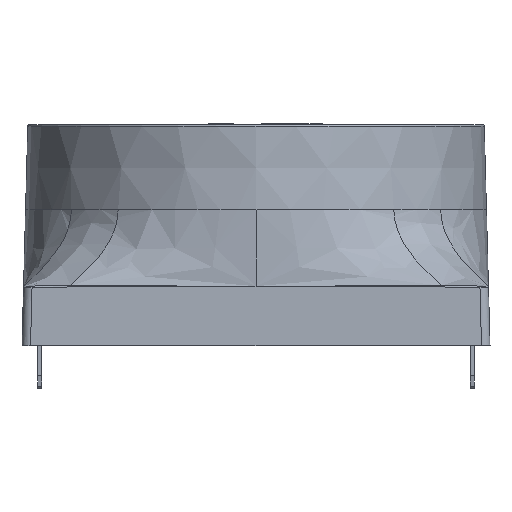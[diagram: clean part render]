
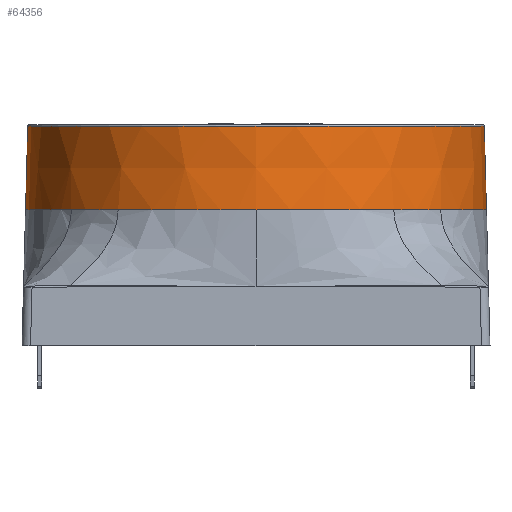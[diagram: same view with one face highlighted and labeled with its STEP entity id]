
A CAD part, front view. The second image highlights one B-rep face of the part: STEP entity #64356.
In plain terms, the highlighted conical face has half-angle 1.5 degrees and reference radius 27.317 mm.
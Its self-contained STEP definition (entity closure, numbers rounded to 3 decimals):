
#911 = CARTESIAN_POINT ( 'NONE',  ( -17.248, -20.92, 1.001 ) ) ;
#3795 = CARTESIAN_POINT ( 'NONE',  ( -13.881, -23.432, 1. ) ) ;
#5845 = VERTEX_POINT ( 'NONE', #70858 ) ;
#6940 = CARTESIAN_POINT ( 'NONE',  ( -27.081, -2.894, 1. ) ) ;
#7285 = CARTESIAN_POINT ( 'NONE',  ( -23.432, -13.881, 1. ) ) ;
#7845 = VECTOR ( 'NONE', #96436, 1000. ) ;
#8618 = CARTESIAN_POINT ( 'NONE',  ( -21.701, -16.201, 1. ) ) ;
#9494 = CARTESIAN_POINT ( 'NONE',  ( 23.947, -12.872, 1. ) ) ;
#10816 = CONICAL_SURFACE ( 'NONE', #79601, 27.317, 0.026 ) ;
#13307 = ORIENTED_EDGE ( 'NONE', *, *, #23882, .T. ) ;
#13968 = VERTEX_POINT ( 'NONE', #44288 ) ;
#14351 = CARTESIAN_POINT ( 'NONE',  ( 16.201, -21.701, 1. ) ) ;
#17037 = CARTESIAN_POINT ( 'NONE',  ( -20.067, -18.231, 1. ) ) ;
#17776 = EDGE_CURVE ( 'NONE', #84285, #93989, #78801, .T. ) ;
#18028 = ORIENTED_EDGE ( 'NONE', *, *, #60001, .T. ) ;
#18193 = CARTESIAN_POINT ( 'NONE',  ( 27.317, 0., -8. ) ) ;
#18316 = VERTEX_POINT ( 'NONE', #92863 ) ;
#22117 = CARTESIAN_POINT ( 'NONE',  ( 4.545, -26.826, 1. ) ) ;
#23099 = ORIENTED_EDGE ( 'NONE', *, *, #66672, .F. ) ;
#23882 = EDGE_CURVE ( 'NONE', #85550, #46305, #66633, .T. ) ;
#27138 = LINE ( 'NONE', #18193, #7845 ) ;
#27845 = CARTESIAN_POINT ( 'NONE',  ( 16.201, -21.701, 1. ) ) ;
#28576 = DIRECTION ( 'NONE',  ( 1., 0., 0. ) ) ;
#30487 = CARTESIAN_POINT ( 'NONE',  ( 0., -27.081, 1. ) ) ;
#32699 = CARTESIAN_POINT ( 'NONE',  ( 26.824, 0., 10.805 ) ) ;
#34319 = DIRECTION ( 'NONE',  ( 0., 0., -1. ) ) ;
#34589 = B_SPLINE_CURVE_WITH_KNOTS ( 'NONE', 3,
 ( #74030, #3795, #34710, #57225, #58210, #49849 ),
 .UNSPECIFIED., .F., .F.,
 ( 4, 2, 4 ),
 ( 0., 0.5, 1. ),
 .UNSPECIFIED. ) ;
#34710 = CARTESIAN_POINT ( 'NONE',  ( -11.282, -24.788, 1. ) ) ;
#34714 = ORIENTED_EDGE ( 'NONE', *, *, #17776, .F. ) ;
#37251 = CARTESIAN_POINT ( 'NONE',  ( 1.515, -27.081, 1. ) ) ;
#37858 = CARTESIAN_POINT ( 'NONE',  ( 18.286, -20.144, 1. ) ) ;
#38496 = CARTESIAN_POINT ( 'NONE',  ( -26.613, -5.788, 1. ) ) ;
#39036 = VERTEX_POINT ( 'NONE', #32699 ) ;
#39081 = EDGE_CURVE ( 'NONE', #18316, #46305, #76560, .T. ) ;
#40516 = CARTESIAN_POINT ( 'NONE',  ( -16.201, -21.701, 1. ) ) ;
#40754 = CARTESIAN_POINT ( 'NONE',  ( 22.453, -15.193, 1. ) ) ;
#41296 = AXIS2_PLACEMENT_3D ( 'NONE', #64563, #41717, #71328 ) ;
#41717 = DIRECTION ( 'NONE',  ( 0., 0., -1. ) ) ;
#41956 = ORIENTED_EDGE ( 'NONE', *, *, #86791, .F. ) ;
#44288 = CARTESIAN_POINT ( 'NONE',  ( -27.081, 0., 1. ) ) ;
#44933 = CARTESIAN_POINT ( 'NONE',  ( 16.201, -21.701, 1. ) ) ;
#45319 = CARTESIAN_POINT ( 'NONE',  ( 12.872, -23.947, 1. ) ) ;
#45600 = CARTESIAN_POINT ( 'NONE',  ( -24.788, -11.282, 1. ) ) ;
#46305 = VERTEX_POINT ( 'NONE', #52028 ) ;
#46955 = CARTESIAN_POINT ( 'NONE',  ( -20.92, -17.248, 1.001 ) ) ;
#47370 = B_SPLINE_CURVE_WITH_KNOTS ( 'NONE', 3,
 ( #27845, #81658, #45319, #83981, #22117, #37251, #30487 ),
 .UNSPECIFIED., .F., .F.,
 ( 4, 1, 1, 1, 4 ),
 ( 0.595, 0.684, 0.79, 0.895, 1. ),
 .UNSPECIFIED. ) ;
#49849 = CARTESIAN_POINT ( 'NONE',  ( 0., -27.081, 1. ) ) ;
#51034 = VECTOR ( 'NONE', #97808, 1000. ) ;
#51712 = EDGE_CURVE ( 'NONE', #84285, #71201, #34589, .T. ) ;
#52028 = CARTESIAN_POINT ( 'NONE',  ( 21.701, -16.201, 1. ) ) ;
#52491 = CARTESIAN_POINT ( 'NONE',  ( 0., 0., -8. ) ) ;
#55580 = CARTESIAN_POINT ( 'NONE',  ( 25.693, -8.951, 1. ) ) ;
#55902 = CARTESIAN_POINT ( 'NONE',  ( 27.081, -1.515, 1. ) ) ;
#56898 = CARTESIAN_POINT ( 'NONE',  ( 26.826, -4.545, 1. ) ) ;
#57225 = CARTESIAN_POINT ( 'NONE',  ( -5.788, -26.613, 1. ) ) ;
#58210 = CARTESIAN_POINT ( 'NONE',  ( -2.894, -27.081, 1. ) ) ;
#59711 = CARTESIAN_POINT ( 'NONE',  ( 21.701, -16.201, 1. ) ) ;
#60001 = EDGE_CURVE ( 'NONE', #13968, #93989, #90015, .T. ) ;
#60350 = CARTESIAN_POINT ( 'NONE',  ( -27.081, 0., 1. ) ) ;
#61294 = ORIENTED_EDGE ( 'NONE', *, *, #51712, .T. ) ;
#64063 = CARTESIAN_POINT ( 'NONE',  ( -16.201, -21.701, 1. ) ) ;
#64356 = ADVANCED_FACE ( 'NONE', ( #94996 ), #10816, .T. ) ;
#64563 = CARTESIAN_POINT ( 'NONE',  ( 0., 0., 10.805 ) ) ;
#66633 = B_SPLINE_CURVE_WITH_KNOTS ( 'NONE', 3,
 ( #44933, #37858, #67815, #59711 ),
 .UNSPECIFIED., .F., .F.,
 ( 4, 4 ),
 ( 0., 1. ),
 .UNSPECIFIED. ) ;
#66672 = EDGE_CURVE ( 'NONE', #39036, #18316, #27138, .T. ) ;
#67815 = CARTESIAN_POINT ( 'NONE',  ( 20.144, -18.286, 1. ) ) ;
#68384 = CARTESIAN_POINT ( 'NONE',  ( -21.701, -16.201, 1. ) ) ;
#69142 = EDGE_CURVE ( 'NONE', #39036, #5845, #76044, .T. ) ;
#70858 = CARTESIAN_POINT ( 'NONE',  ( -26.824, 0., 10.805 ) ) ;
#71201 = VERTEX_POINT ( 'NONE', #93955 ) ;
#71328 = DIRECTION ( 'NONE',  ( -1., 0., 0. ) ) ;
#73303 = EDGE_CURVE ( 'NONE', #5845, #13968, #99096, .T. ) ;
#74030 = CARTESIAN_POINT ( 'NONE',  ( -16.201, -21.701, 1. ) ) ;
#75328 = CARTESIAN_POINT ( 'NONE',  ( -27.317, 0., -8. ) ) ;
#76044 = CIRCLE ( 'NONE', #41296, 26.824 ) ;
#76560 = B_SPLINE_CURVE_WITH_KNOTS ( 'NONE', 3,
 ( #86834, #55902, #56898, #55580, #9494, #40754, #94528 ),
 .UNSPECIFIED., .F., .F.,
 ( 4, 1, 1, 1, 4 ),
 ( 0., 0.105, 0.21, 0.316, 0.405 ),
 .UNSPECIFIED. ) ;
#78801 = B_SPLINE_CURVE_WITH_KNOTS ( 'NONE', 3,
 ( #40516, #911, #85931, #17037, #46955, #8618 ),
 .UNSPECIFIED., .F., .F.,
 ( 4, 2, 4 ),
 ( 0., 3.926, 7.852 ),
 .UNSPECIFIED. ) ;
#79601 = AXIS2_PLACEMENT_3D ( 'NONE', #52491, #34319, #28576 ) ;
#81658 = CARTESIAN_POINT ( 'NONE',  ( 15.193, -22.453, 1. ) ) ;
#83981 = CARTESIAN_POINT ( 'NONE',  ( 8.951, -25.693, 1. ) ) ;
#84285 = VERTEX_POINT ( 'NONE', #64063 ) ;
#85349 = ORIENTED_EDGE ( 'NONE', *, *, #39081, .F. ) ;
#85550 = VERTEX_POINT ( 'NONE', #14351 ) ;
#85931 = CARTESIAN_POINT ( 'NONE',  ( -18.231, -20.067, 1. ) ) ;
#86791 = EDGE_CURVE ( 'NONE', #85550, #71201, #47370, .T. ) ;
#86834 = CARTESIAN_POINT ( 'NONE',  ( 27.081, 0., 1. ) ) ;
#89197 = EDGE_LOOP ( 'NONE', ( #94119, #92615, #18028, #34714, #61294, #41956, #13307, #85349, #23099 ) ) ;
#90015 = B_SPLINE_CURVE_WITH_KNOTS ( 'NONE', 3,
 ( #60350, #6940, #38496, #45600, #7285, #98677 ),
 .UNSPECIFIED., .F., .F.,
 ( 4, 2, 4 ),
 ( 0., 0.5, 1. ),
 .UNSPECIFIED. ) ;
#92615 = ORIENTED_EDGE ( 'NONE', *, *, #73303, .T. ) ;
#92863 = CARTESIAN_POINT ( 'NONE',  ( 27.081, 0., 1. ) ) ;
#93955 = CARTESIAN_POINT ( 'NONE',  ( 0., -27.081, 1. ) ) ;
#93989 = VERTEX_POINT ( 'NONE', #68384 ) ;
#94119 = ORIENTED_EDGE ( 'NONE', *, *, #69142, .T. ) ;
#94528 = CARTESIAN_POINT ( 'NONE',  ( 21.701, -16.201, 1. ) ) ;
#94996 = FACE_OUTER_BOUND ( 'NONE', #89197, .T. ) ;
#96436 = DIRECTION ( 'NONE',  ( 0.026, 0., -1. ) ) ;
#97808 = DIRECTION ( 'NONE',  ( -0.026, 0., -1. ) ) ;
#98677 = CARTESIAN_POINT ( 'NONE',  ( -21.701, -16.201, 1. ) ) ;
#99096 = LINE ( 'NONE', #75328, #51034 ) ;
